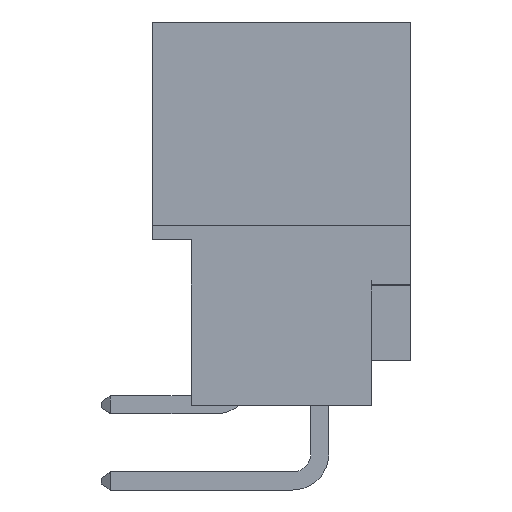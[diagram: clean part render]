
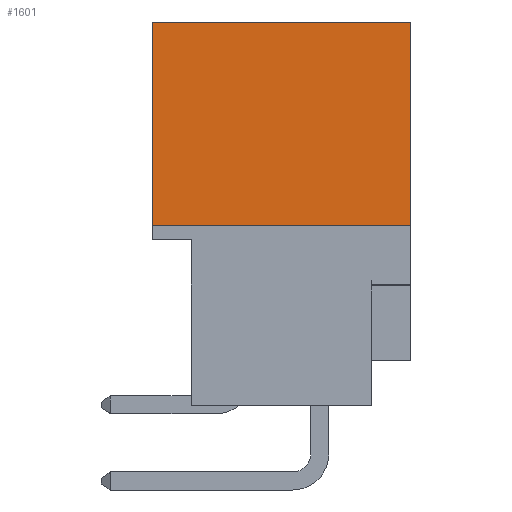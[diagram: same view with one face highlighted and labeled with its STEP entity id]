
A CAD part, left-side view. The second image highlights one B-rep face of the part: STEP entity #1601.
In plain terms, the highlighted planar face has unit normal (-1, 0, 0).
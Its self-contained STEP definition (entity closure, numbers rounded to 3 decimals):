
#1601=ADVANCED_FACE('',(#4788),#4789,.T.);
#4788=FACE_OUTER_BOUND('',#7975,.T.);
#4789=PLANE('',#7976);
#7975=EDGE_LOOP('',(#20159,#20160,#20161,#20162));
#7976=AXIS2_PLACEMENT_3D('',#20163,#20164,#20165);
#20159=ORIENTED_EDGE('',*,*,#23923,.T.);
#20160=ORIENTED_EDGE('',*,*,#23964,.F.);
#20161=ORIENTED_EDGE('',*,*,#23935,.F.);
#20162=ORIENTED_EDGE('',*,*,#23969,.T.);
#20163=CARTESIAN_POINT('',(-43.75,4.3,-3.387));
#20164=DIRECTION('',(-1.0,-0.0,0.0));
#20165=DIRECTION('',(0.0,0.,-1.0));
#23923=EDGE_CURVE('',#30108,#30106,#30109,.T.);
#23935=EDGE_CURVE('',#30126,#30128,#30129,.T.);
#23964=EDGE_CURVE('',#30128,#30106,#30176,.T.);
#23969=EDGE_CURVE('',#30126,#30108,#30181,.T.);
#30106=VERTEX_POINT('',#39802);
#30108=VERTEX_POINT('',#39805);
#30109=LINE('',#39806,#39807);
#30126=VERTEX_POINT('',#39834);
#30128=VERTEX_POINT('',#39837);
#30129=LINE('',#39838,#39839);
#30176=LINE('',#39914,#39915);
#30181=LINE('',#39924,#39925);
#39802=CARTESIAN_POINT('',(-43.75,-4.3,0.));
#39805=CARTESIAN_POINT('',(-43.75,-4.3,-6.775));
#39806=CARTESIAN_POINT('',(-43.75,-4.3,-6.775));
#39807=VECTOR('',#44227,1.0);
#39834=CARTESIAN_POINT('',(-43.75,4.3,-6.775));
#39837=CARTESIAN_POINT('',(-43.75,4.3,0.));
#39838=CARTESIAN_POINT('',(-43.75,4.3,-6.775));
#39839=VECTOR('',#44239,1.0);
#39914=CARTESIAN_POINT('',(-43.75,4.3,0.));
#39915=VECTOR('',#44268,1.0);
#39924=CARTESIAN_POINT('',(-43.75,4.3,-6.775));
#39925=VECTOR('',#44273,1.0);
#44227=DIRECTION('',(0.0,0.,1.0));
#44239=DIRECTION('',(0.0,0.,1.0));
#44268=DIRECTION('',(0.0,-1.0,0.));
#44273=DIRECTION('',(0.0,-1.0,0.));
